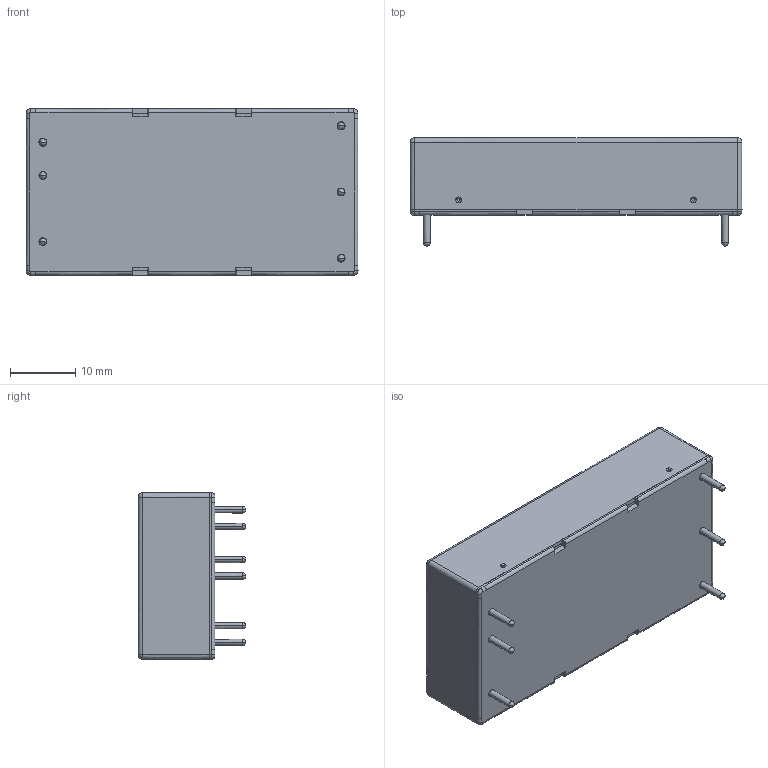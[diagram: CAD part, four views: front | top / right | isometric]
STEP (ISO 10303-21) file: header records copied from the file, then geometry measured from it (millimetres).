
FILE_DESCRIPTION (( 'STEP AP214' ), '1' );
FILE_NAME ('CUI_PQAE50-D24-S24-D.step', '2021-03-01T18:35:33', ( '' ), ( '' ), 'SwSTEP 2.0', 'SolidWorks 2021', '' );
FILE_SCHEMA (( 'AUTOMOTIVE_DESIGN' ));
Length unit declared in the file: inch
Products named in the file (1): CUI_PQAE50-D24-S24-D
Bounding box: 50.9 x 16.55 x 25.5 mm (x, y, z)
Volume: 1559.7 mm3; surface area: 9525.4 mm2
Topology: 5 solids, 8 shells, 443 faces, 1179 edges, 744 vertices
Faces by surface type: bspline 259, plane 136, sphere 40, torus 8
Entity records: 26991 total; most frequent: CARTESIAN_POINT 18647, ORIENTED_EDGE 2126, EDGE_CURVE 1063, B_SPLINE_CURVE_WITH_KNOTS 733, VERTEX_POINT 683, DIRECTION 641, EDGE_LOOP 480, ADVANCED_FACE 428
